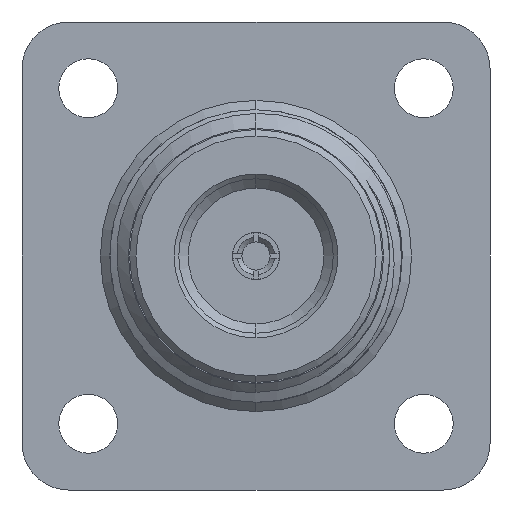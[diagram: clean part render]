
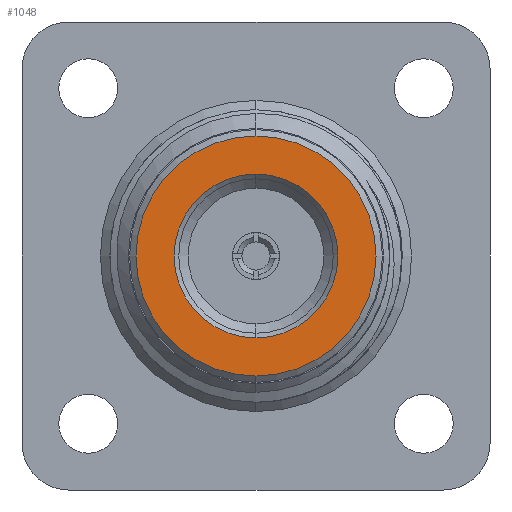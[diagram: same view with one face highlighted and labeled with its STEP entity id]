
A CAD part, left-side view. The second image highlights one B-rep face of the part: STEP entity #1048.
In plain terms, the highlighted planar face has unit normal (-1, 0, 0).
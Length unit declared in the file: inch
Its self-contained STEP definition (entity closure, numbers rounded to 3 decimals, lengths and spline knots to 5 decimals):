
#116 = EDGE_CURVE ( 'NONE', #689, #650, #2712, .T. ) ;
#123 = PLANE ( 'NONE',  #3242 ) ;
#204 = VERTEX_POINT ( 'NONE', #2039 ) ;
#211 = EDGE_LOOP ( 'NONE', ( #1369, #643 ) ) ;
#255 = CARTESIAN_POINT ( 'NONE',  ( 0., 0., 0. ) ) ;
#257 = EDGE_LOOP ( 'NONE', ( #2458, #3246 ) ) ;
#300 = CARTESIAN_POINT ( 'NONE',  ( 0., 0., 0.25643 ) ) ;
#397 = VERTEX_POINT ( 'NONE', #2797 ) ;
#562 = DIRECTION ( 'NONE',  ( 0., 0., 1. ) ) ;
#564 = CIRCLE ( 'NONE', #3976, 0.175 ) ;
#613 = EDGE_CURVE ( 'NONE', #204, #397, #1628, .T. ) ;
#643 = ORIENTED_EDGE ( 'NONE', *, *, #4214, .T. ) ;
#650 = VERTEX_POINT ( 'NONE', #2563 ) ;
#689 = VERTEX_POINT ( 'NONE', #300 ) ;
#704 = DIRECTION ( 'NONE',  ( 0., 0., 1. ) ) ;
#880 = DIRECTION ( 'NONE',  ( 1., 0., 0. ) ) ;
#1027 = CARTESIAN_POINT ( 'NONE',  ( 0., 0., 0. ) ) ;
#1048 = ADVANCED_FACE ( 'NONE', ( #3875, #2705 ), #123, .F. ) ;
#1090 = CARTESIAN_POINT ( 'NONE',  ( 0., 0., 0. ) ) ;
#1238 = CARTESIAN_POINT ( 'NONE',  ( 0., 0., 0. ) ) ;
#1249 = DIRECTION ( 'NONE',  ( -1., 0., 0. ) ) ;
#1369 = ORIENTED_EDGE ( 'NONE', *, *, #613, .T. ) ;
#1618 = CIRCLE ( 'NONE', #3170, 0.25643 ) ;
#1628 = CIRCLE ( 'NONE', #2934, 0.175 ) ;
#1879 = DIRECTION ( 'NONE',  ( 0., 0., 1. ) ) ;
#2039 = CARTESIAN_POINT ( 'NONE',  ( 0., 0., 0.175 ) ) ;
#2158 = DIRECTION ( 'NONE',  ( 1., 0., 0. ) ) ;
#2458 = ORIENTED_EDGE ( 'NONE', *, *, #3850, .T. ) ;
#2563 = CARTESIAN_POINT ( 'NONE',  ( 0., 0., -0.25643 ) ) ;
#2705 = FACE_BOUND ( 'NONE', #211, .T. ) ;
#2712 = CIRCLE ( 'NONE', #3268, 0.25643 ) ;
#2797 = CARTESIAN_POINT ( 'NONE',  ( 0., 0., -0.175 ) ) ;
#2934 = AXIS2_PLACEMENT_3D ( 'NONE', #1238, #4258, #4271 ) ;
#3170 = AXIS2_PLACEMENT_3D ( 'NONE', #1027, #3359, #704 ) ;
#3242 = AXIS2_PLACEMENT_3D ( 'NONE', #1090, #2158, #3475 ) ;
#3246 = ORIENTED_EDGE ( 'NONE', *, *, #116, .T. ) ;
#3268 = AXIS2_PLACEMENT_3D ( 'NONE', #3542, #1249, #1879 ) ;
#3359 = DIRECTION ( 'NONE',  ( -1., 0., 0. ) ) ;
#3475 = DIRECTION ( 'NONE',  ( 0., 0., -1. ) ) ;
#3542 = CARTESIAN_POINT ( 'NONE',  ( 0., 0., 0. ) ) ;
#3850 = EDGE_CURVE ( 'NONE', #650, #689, #1618, .T. ) ;
#3875 = FACE_OUTER_BOUND ( 'NONE', #257, .T. ) ;
#3976 = AXIS2_PLACEMENT_3D ( 'NONE', #255, #880, #562 ) ;
#4214 = EDGE_CURVE ( 'NONE', #397, #204, #564, .T. ) ;
#4258 = DIRECTION ( 'NONE',  ( 1., 0., 0. ) ) ;
#4271 = DIRECTION ( 'NONE',  ( 0., 0., 1. ) ) ;
